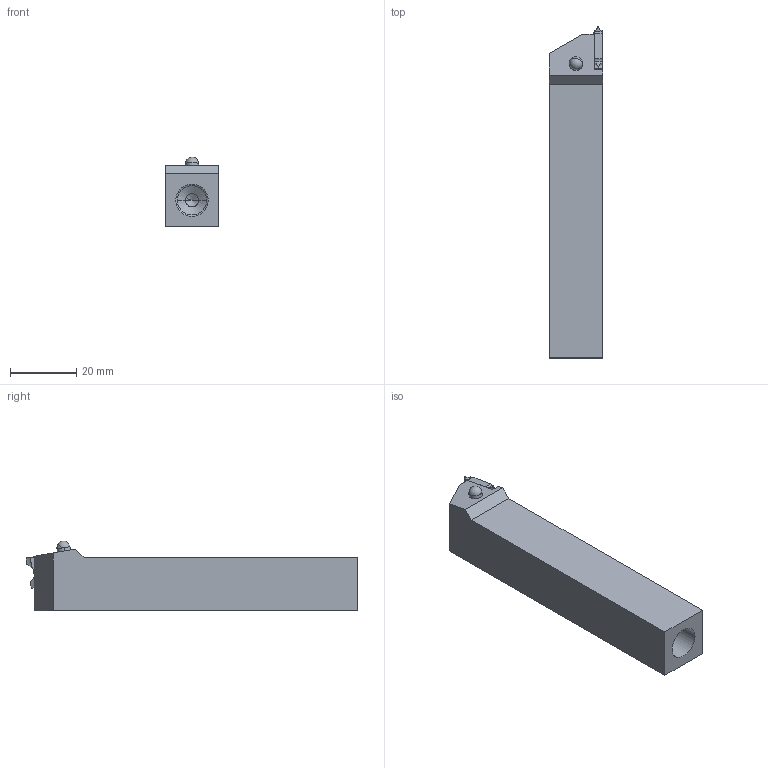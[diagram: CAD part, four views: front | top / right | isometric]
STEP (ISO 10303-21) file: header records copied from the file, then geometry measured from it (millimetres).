
FILE_DESCRIPTION((' '),'2;1');
FILE_NAME( 'Smicut_SEL1616H12-J_2,4.stp', '2023-05-26T10:37:58', (' '), ('--- Datakit www.datakit.com---'), ' Datakit CrossCadWare V2023.1 Dec 17 2022', 'Mastercam 2023', ' ');
FILE_SCHEMA(('AUTOMOTIVE_DESIGN { 1 0 10303 214 1 1 1 1 }'));
Length unit declared in the file: millimetre
Products named in the file (1): Smicut_SEL1616H12-J_2,4
Bounding box: 16 x 99.98 x 21 mm (x, y, z)
Volume: 21987.1 mm3; surface area: 8819.5 mm2
Topology: 3 solids, 3 shells, 134 faces, 398 edges, 265 vertices
Faces by surface type: plane 58, cylinder 44, cone 20, bspline 8, sphere 2, torus 2
Entity records: 172874 total; most frequent: CARTESIAN_POINT 169170, ORIENTED_EDGE 780, DIRECTION 726, EDGE_CURVE 390, VERTEX_POINT 265, AXIS2_PLACEMENT_3D 253, VECTOR 220, LINE 220
